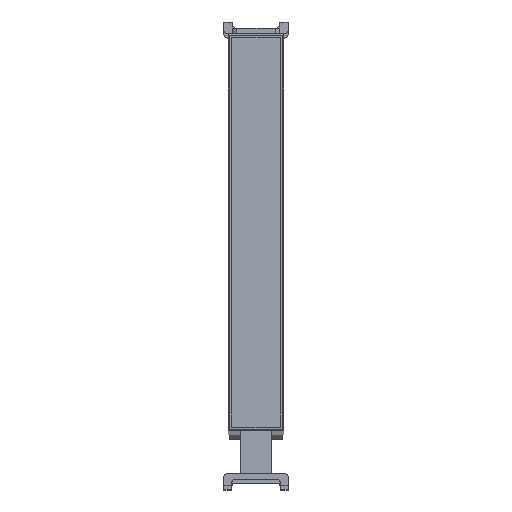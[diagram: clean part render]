
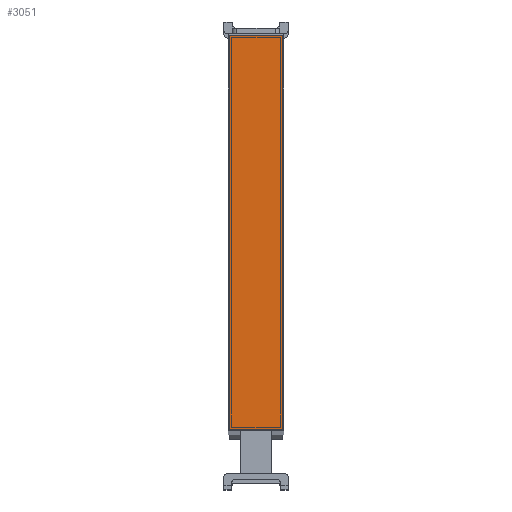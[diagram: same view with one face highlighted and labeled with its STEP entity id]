
A CAD part, top view. The second image highlights one B-rep face of the part: STEP entity #3051.
In plain terms, the highlighted planar face has unit normal (0, 0, 1).
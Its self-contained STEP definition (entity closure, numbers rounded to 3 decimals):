
#344 = VECTOR ( 'NONE', #5047, 1000. ) ;
#371 = EDGE_CURVE ( 'NONE', #4965, #1701, #5807, .T. ) ;
#410 = DIRECTION ( 'NONE',  ( 0., 1., 0. ) ) ;
#1020 = EDGE_LOOP ( 'NONE', ( #8144, #3040, #4288, #1262 ) ) ;
#1045 = CARTESIAN_POINT ( 'NONE',  ( 6.8, 45.95, 1.2 ) ) ;
#1094 = VECTOR ( 'NONE', #2591, 1000. ) ;
#1228 = VECTOR ( 'NONE', #7570, 1000. ) ;
#1262 = ORIENTED_EDGE ( 'NONE', *, *, #2520, .F. ) ;
#1701 = VERTEX_POINT ( 'NONE', #6472 ) ;
#2404 = CARTESIAN_POINT ( 'NONE',  ( 19.2, 45.95, 1.2 ) ) ;
#2520 = EDGE_CURVE ( 'NONE', #1701, #2653, #8638, .T. ) ;
#2591 = DIRECTION ( 'NONE',  ( -1., 0., 0. ) ) ;
#2653 = VERTEX_POINT ( 'NONE', #7526 ) ;
#2668 = PLANE ( 'NONE',  #6456 ) ;
#2720 = EDGE_CURVE ( 'NONE', #3409, #4965, #4923, .T. ) ;
#2756 = CARTESIAN_POINT ( 'NONE',  ( 19.2, 45.95, 1.2 ) ) ;
#3040 = ORIENTED_EDGE ( 'NONE', *, *, #2720, .F. ) ;
#3051 = ADVANCED_FACE ( 'NONE', ( #5317 ), #2668, .T. ) ;
#3409 = VERTEX_POINT ( 'NONE', #5392 ) ;
#3754 = CARTESIAN_POINT ( 'NONE',  ( 6.8, -45.95, 1.2 ) ) ;
#4031 = VECTOR ( 'NONE', #410, 1000. ) ;
#4288 = ORIENTED_EDGE ( 'NONE', *, *, #6363, .F. ) ;
#4923 = LINE ( 'NONE', #1045, #1228 ) ;
#4965 = VERTEX_POINT ( 'NONE', #2756 ) ;
#5047 = DIRECTION ( 'NONE',  ( 0., -1., 0. ) ) ;
#5317 = FACE_OUTER_BOUND ( 'NONE', #1020, .T. ) ;
#5360 = CARTESIAN_POINT ( 'NONE',  ( 13., 0., 1.2 ) ) ;
#5392 = CARTESIAN_POINT ( 'NONE',  ( 6.8, 45.95, 1.2 ) ) ;
#5807 = LINE ( 'NONE', #2404, #344 ) ;
#5822 = CARTESIAN_POINT ( 'NONE',  ( 19.2, -45.95, 1.2 ) ) ;
#6363 = EDGE_CURVE ( 'NONE', #2653, #3409, #7121, .T. ) ;
#6456 = AXIS2_PLACEMENT_3D ( 'NONE', #5360, #8007, #6687 ) ;
#6472 = CARTESIAN_POINT ( 'NONE',  ( 19.2, -45.95, 1.2 ) ) ;
#6687 = DIRECTION ( 'NONE',  ( -1., 0., 0. ) ) ;
#7121 = LINE ( 'NONE', #3754, #4031 ) ;
#7526 = CARTESIAN_POINT ( 'NONE',  ( 6.8, -45.95, 1.2 ) ) ;
#7570 = DIRECTION ( 'NONE',  ( 1., 0., 0. ) ) ;
#8007 = DIRECTION ( 'NONE',  ( 0., 0., 1. ) ) ;
#8144 = ORIENTED_EDGE ( 'NONE', *, *, #371, .F. ) ;
#8638 = LINE ( 'NONE', #5822, #1094 ) ;
